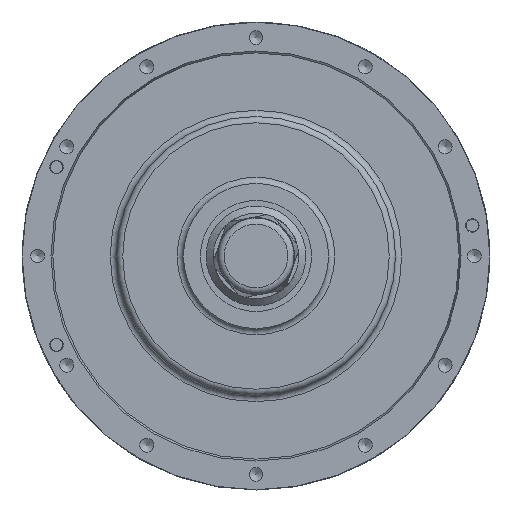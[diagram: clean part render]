
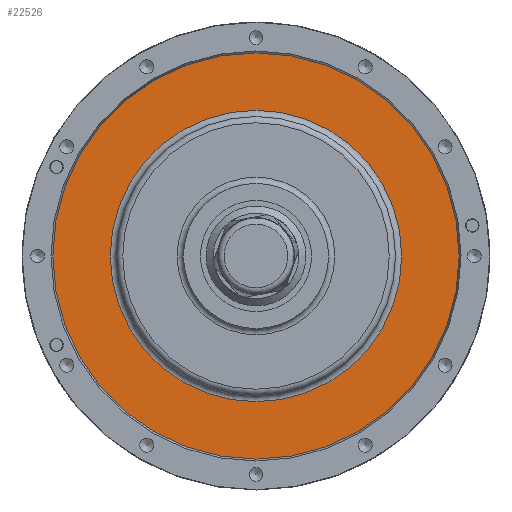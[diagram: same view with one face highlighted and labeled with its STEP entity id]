
A CAD part, left-side view. The second image highlights one B-rep face of the part: STEP entity #22526.
In plain terms, the highlighted planar face has unit normal (-1, 0, 0).
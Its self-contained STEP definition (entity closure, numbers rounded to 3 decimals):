
#22392=CARTESIAN_POINT('',(-299.49,97.663,0.));
#22393=VERTEX_POINT('',#22392);
#22394=CARTESIAN_POINT('',(-299.49,0.,0.));
#22395=DIRECTION('',(1.0,0.0,0.0));
#22396=DIRECTION('',(0.0,1.0,0.0));
#22397=AXIS2_PLACEMENT_3D('',#22394,#22395,#22396);
#22398=CIRCLE('',#22397,97.663);
#22399=EDGE_CURVE('',#22393,#22393,#22398,.T.);
#22507=CARTESIAN_POINT('',(-299.49,82.357,0.));
#22508=DIRECTION('',(-1.0,0.0,0.0));
#22509=DIRECTION('',(0.0,0.0,1.0));
#22510=AXIS2_PLACEMENT_3D('',#22507,#22508,#22509);
#22511=PLANE('',#22510);
#22512=ORIENTED_EDGE('',*,*,#22399,.F.);
#22513=EDGE_LOOP('',(#22512));
#22514=FACE_OUTER_BOUND('',#22513,.T.);
#22515=CARTESIAN_POINT('',(-299.49,70.05,0.));
#22516=VERTEX_POINT('',#22515);
#22517=CARTESIAN_POINT('',(-299.49,0.,0.));
#22518=DIRECTION('',(-1.0,0.0,0.0));
#22519=DIRECTION('',(0.0,-1.0,0.0));
#22520=AXIS2_PLACEMENT_3D('',#22517,#22518,#22519);
#22521=CIRCLE('',#22520,70.05);
#22522=EDGE_CURVE('',#22516,#22516,#22521,.T.);
#22523=ORIENTED_EDGE('',*,*,#22522,.F.);
#22524=EDGE_LOOP('',(#22523));
#22525=FACE_BOUND('',#22524,.T.);
#22526=ADVANCED_FACE('',(#22514,#22525),#22511,.T.);
